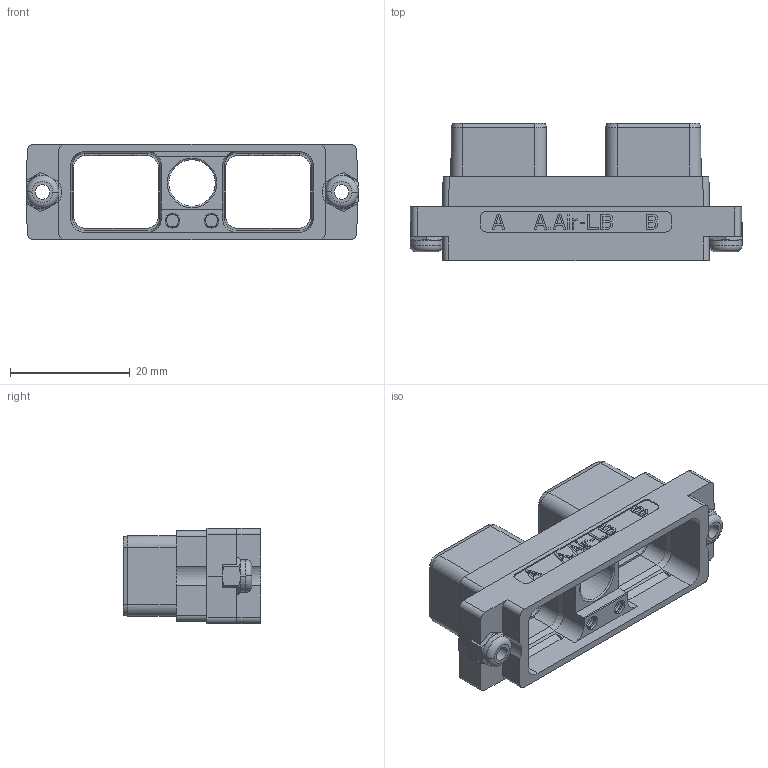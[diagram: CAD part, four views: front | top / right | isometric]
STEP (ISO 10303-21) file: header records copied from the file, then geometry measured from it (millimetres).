
FILE_DESCRIPTION((''),'2;1');
FILE_NAME('SIM2B43V','2019-09-25T',('presta_be4'),(''),'PRO/ENGINEER BY PARAMETRIC TECHNOLOGY CORPORATION, 2014310','PRO/ENGINEER BY PARAMETRIC TECHNOLOGY CORPORATION, 2014310','');
FILE_SCHEMA(('CONFIG_CONTROL_DESIGN'));
Length unit declared in the file: millimetre
Products named in the file (1): SIM2B43V
Bounding box: 55.5 x 22.99 x 15.93 mm (x, y, z)
Volume: 4916.1 mm3; surface area: 6623 mm2
Topology: 1 solids, 1 shells, 710 faces, 1898 edges, 1232 vertices
Faces by surface type: plane 546, cylinder 102, cone 32, bspline 20, torus 10
Entity records: 27504 total; most frequent: CARTESIAN_POINT 9969, ORIENTED_EDGE 3796, DIRECTION 3313, EDGE_CURVE 1898, VECTOR 1527, LINE 1527, VERTEX_POINT 1232, AXIS2_PLACEMENT_3D 893
